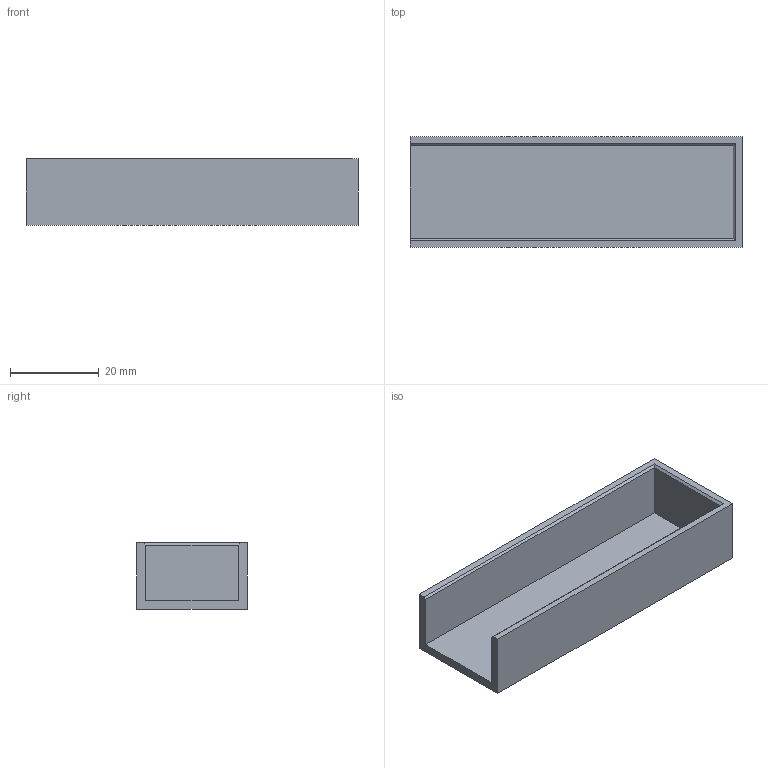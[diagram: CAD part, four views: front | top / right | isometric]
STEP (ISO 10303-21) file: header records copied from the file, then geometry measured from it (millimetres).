
FILE_DESCRIPTION(/* description */ (''),/* implementation_level */ '2;1');
FILE_NAME(/* name */ 'd23fddaf-0b29-494a-83cf-40c1535c163c.stp',/* time_stamp */ '2019-01-21T00:50:00+01:00',/* author */ (''),/* organization */ (''),/* preprocessor_version */ 'ST-DEVELOPER v17.2',/* originating_system */ 'Autodesk Translation Framework v7.6.0.251',/* authorisation */ '');
FILE_SCHEMA (('AUTOMOTIVE_DESIGN { 1 0 10303 214 3 1 1 }'));
Length unit declared in the file: millimetre
Products named in the file (1): Jenga
Bounding box: 75 x 25 x 15 mm (x, y, z)
Volume: 8175 mm3; surface area: 8599 mm2
Topology: 1 solids, 1 shells, 13 faces, 31 edges, 20 vertices
Faces by surface type: plane 13
Entity records: 402 total; most frequent: CARTESIAN_POINT 65, ORIENTED_EDGE 62, DIRECTION 59, LINE 31, VECTOR 31, EDGE_CURVE 31, VERTEX_POINT 20, AXIS2_PLACEMENT_3D 14
